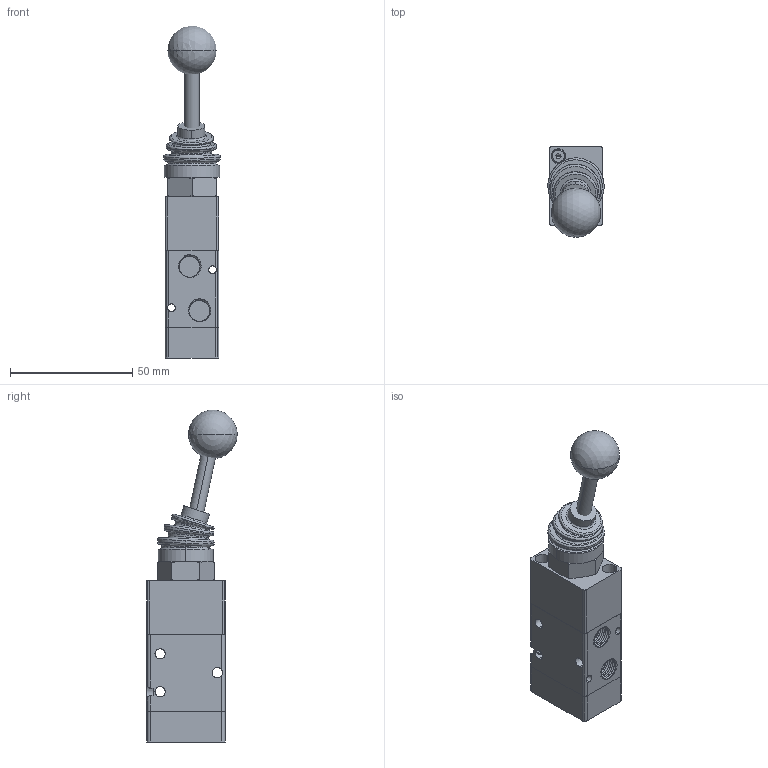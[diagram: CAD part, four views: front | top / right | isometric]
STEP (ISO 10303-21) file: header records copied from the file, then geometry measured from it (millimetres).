
FILE_DESCRIPTION((''),'2;1');
FILE_NAME('00_050_4.stp','2002-12-07T19:57:06',('Branislav Petkovic'),('AZ Pneumatica'),'AutoCAD STEP 2000i','AutoCAD 2000i','Via J. F. Kennedy, 26, 20020 Misinto (MI), ITALY');
FILE_SCHEMA(('CONFIG_CONTROL_DESIGN'));
Length unit declared in the file: millimetre
Products named in the file (12): 00_050_4; 321 TELO; PART1; X21 OPRUGA; PART2; ~PART2; POLUGA; GUMA KRIVA; ~~PART1; KUGLA; 521 LL90; PART1A
Assembly tree (9 placements, depth 3):
  00_050_4
    321 TELO
      PART1
    X21 OPRUGA
      PART2
    ~PART2
    POLUGA
    GUMA KRIVA
      ~~PART1
    KUGLA
  521 LL90
  PART1A
Bounding box: 23 x 37.02 x 135.57 mm (x, y, z)
Surface area: 19826.6 mm2 (no closed solid volume)
Topology: 0 solids, 6 shells, 273 faces, 731 edges, 486 vertices
Faces by surface type: cylinder 143, plane 82, bspline 28, cone 12, torus 6, sphere 2
Entity records: 19710 total; most frequent: CARTESIAN_POINT 12840, ORIENTED_EDGE 1452, DIRECTION 1299, EDGE_CURVE 726, AXIS2_PLACEMENT_3D 519, VERTEX_POINT 485, EDGE_LOOP 307, FACE_OUTER_BOUND 273
